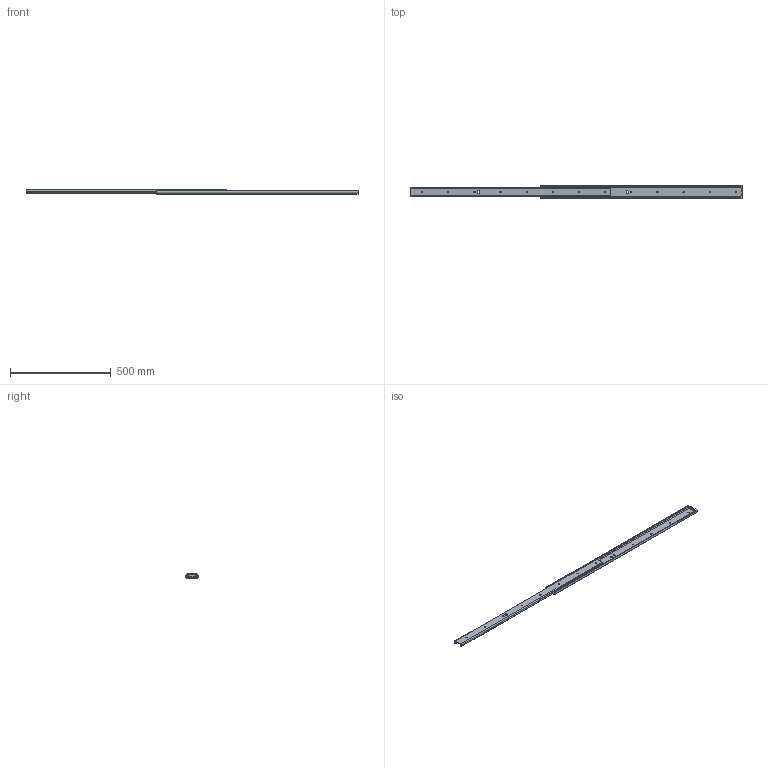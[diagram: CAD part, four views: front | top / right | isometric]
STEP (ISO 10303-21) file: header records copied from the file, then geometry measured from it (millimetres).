
FILE_DESCRIPTION (( 'STEP AP203' ), '1' );
FILE_NAME ('KC-353-JS.STEP', '2013-11-25T00:53:28', ( '' ), ( '' ), 'SwSTEP 2.0', 'SolidWorks 2012', '' );
FILE_SCHEMA (( 'CONFIG_CONTROL_DESIGN' ));
Length unit declared in the file: millimetre
Products named in the file (3): KC-353-JS傾僂僞乕_; KC-353-JS; KC-353-JS僀儞僫乕_
Assembly tree (2 placements, depth 2):
  KC-353-JS
    KC-353-JS傾僂僞乕_
    KC-353-JS僀儞僫乕_
Bounding box: 1650 x 64.96 x 21.6 mm (x, y, z)
Volume: 470260.5 mm3; surface area: 327138.5 mm2
Topology: 2 solids, 2 shells, 82 faces, 234 edges, 156 vertices
Faces by surface type: cylinder 52, plane 30
Entity records: 3099 total; most frequent: DIRECTION 512, CARTESIAN_POINT 477, ORIENTED_EDGE 468, EDGE_CURVE 234, AXIS2_PLACEMENT_3D 191, VERTEX_POINT 156, VECTOR 130, LINE 130
